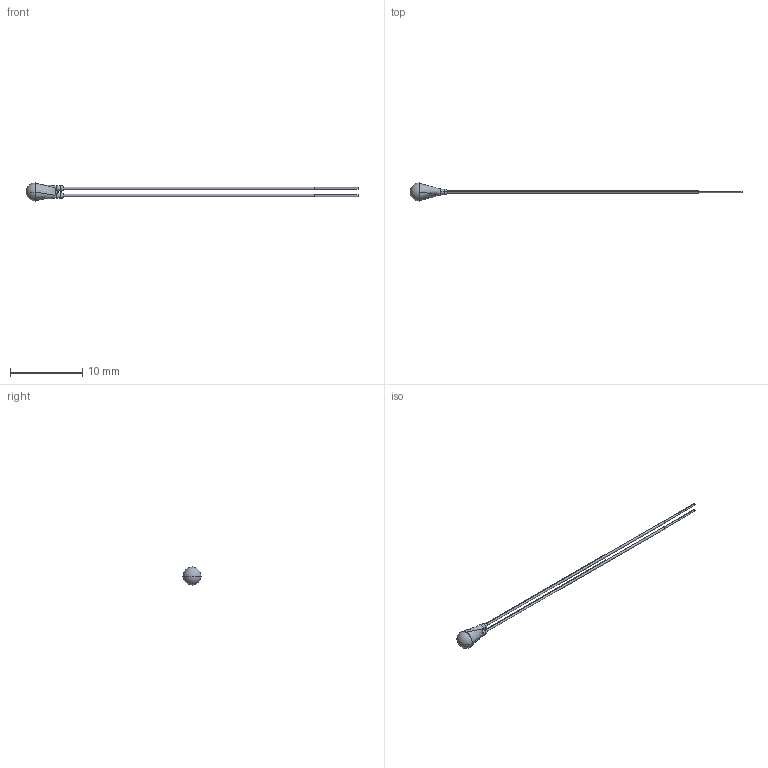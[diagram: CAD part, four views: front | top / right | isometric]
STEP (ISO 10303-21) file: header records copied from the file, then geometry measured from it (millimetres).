
FILE_DESCRIPTION((''),'2;1');
FILE_NAME('S861','2021-06-14T11:04:41',('ED9772'),(''),'CREO PARAMETRIC BY PTC INC, 2017380','CREO PARAMETRIC BY PTC INC, 2017380','');
FILE_SCHEMA(('CONFIG_CONTROL_DESIGN','SHAPE_APPEARANCE_LAYERS_GROUPS'));
Length unit declared in the file: millimetre
Products named in the file (1): S861
Bounding box: 46 x 2.5 x 2.5 mm (x, y, z)
Volume: 19.8 mm3; surface area: 118.5 mm2
Topology: 1 solids, 1 shells, 37 faces, 88 edges, 54 vertices
Faces by surface type: bspline 14, cylinder 12, plane 7, torus 2, sphere 2
Entity records: 2353 total; most frequent: CARTESIAN_POINT 1095, COLOUR_RGB 232, ORIENTED_EDGE 172, DIRECTION 142, EDGE_CURVE 86, AXIS2_PLACEMENT_3D 63, VERTEX_POINT 54, EDGE_LOOP 40
